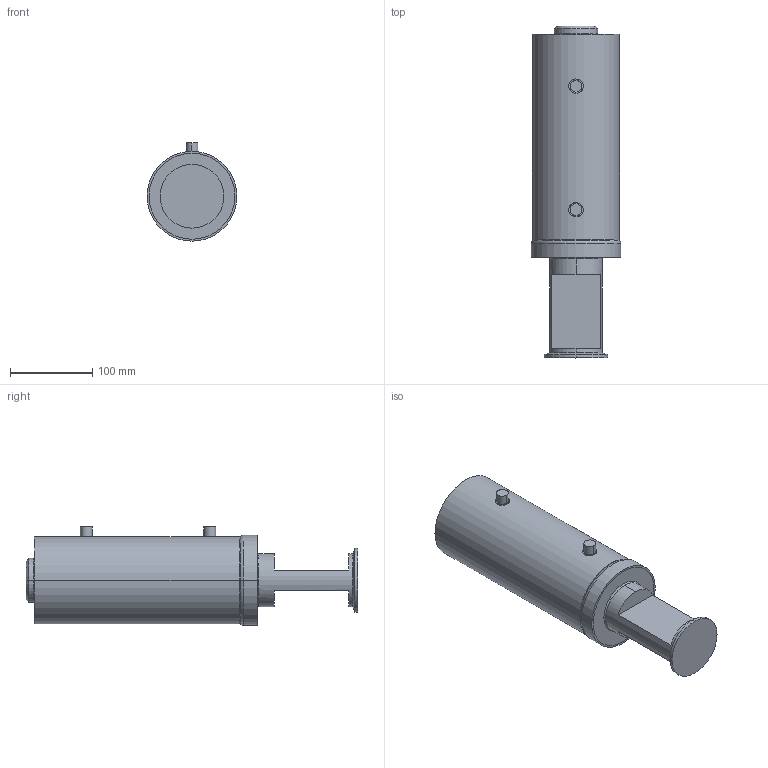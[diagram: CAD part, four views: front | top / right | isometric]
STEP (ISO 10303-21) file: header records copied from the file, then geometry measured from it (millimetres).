
FILE_DESCRIPTION (( 'STEP AP203' ), '1' );
FILE_NAME ('W72RS_W72RSP-SL-2.STEP', '2018-04-30T20:18:47', ( '' ), ( '' ), 'SwSTEP 2.0', 'SolidWorks 2014', '' );
FILE_SCHEMA (( 'CONFIG_CONTROL_DESIGN' ));
Length unit declared in the file: inch
Products named in the file (1): W72RS_W72RSP-SL-2
Bounding box: 109.12 x 403.3 x 119.41 mm (x, y, z)
Volume: 2666440.9 mm3; surface area: 139501 mm2
Topology: 3 solids, 3 shells, 53 faces, 112 edges, 70 vertices
Faces by surface type: cylinder 20, plane 19, torus 10, cone 4
Entity records: 1693 total; most frequent: CARTESIAN_POINT 428, DIRECTION 280, ORIENTED_EDGE 224, AXIS2_PLACEMENT_3D 122, EDGE_CURVE 112, VERTEX_POINT 70, CIRCLE 68, EDGE_LOOP 58
